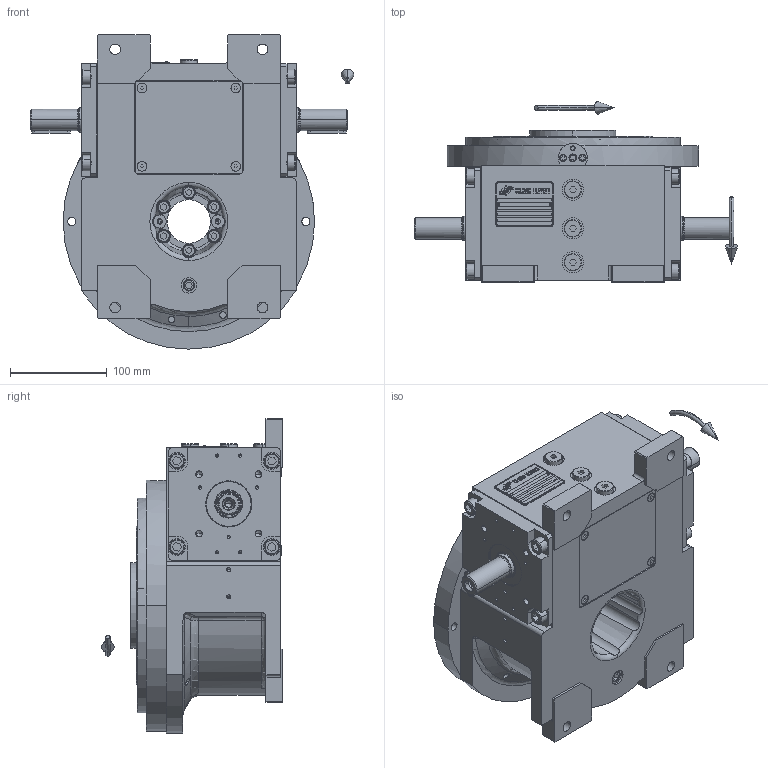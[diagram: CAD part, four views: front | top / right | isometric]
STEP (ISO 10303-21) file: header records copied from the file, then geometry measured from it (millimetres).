
FILE_DESCRIPTION (( 'STEP AP203' ), '1' );
FILE_NAME ('PC5201970.step', '2026-03-25T07:06:43', ( '' ), ( '' ), 'SwSTEP 2.0', 'SolidWorks 2020', '' );
FILE_SCHEMA (( 'CONFIG_CONTROL_DESIGN' ));
Length unit declared in the file: millimetre
Products named in the file (77): cfn2155_01_056; cfn2151_01_109; cfn2000_01_126; cfn2000_01_103; rig06_071_08_m_n_03_asm.stp; AS_rig06_017; CFN2010_01_012.stp; cfn2003_01_054; CFN2356_03_047.stp; CFN2104_02_017.stp; cfn2077_01_018; AS_rig06_002_bc_001; CFN2223_01-570X6-B.stp; AS_rig06_004_s_001; cfn2115_02_165; cfn2000_01_124; rig06_001_a; rig06_004; cfn2158_01_011; cfn2107_01_001; RIG06_021_AF1.stp; AS_rig06_004; PC5201970; RIG06_005_S_002_ASM.stp; cfn2276_01_074; cfn2158_01_010; freccia_angolare; rig06_007_master; cfn2201_01_040; cfn2128_19_002; AS_cfn2476_01_002_60x46; rig06_017; CFN2000_01_185.stp; CFN2010_02_002.stp; cfn2151_01_090; AS_rig06_071_8_m_n_03; cfn2128_04_004; CFN2203_02_001.stp; cfn2115_02_182; cfn2070_05_005 ...
Assembly tree (69 placements, depth 5):
  cfn2151_01_109
  CFN2010_01_012.stp
  CFN2356_03_047.stp
  cfn2077_01_018
  CFN2223_01-570X6-B.stp
Bounding box: 334.5 x 187 x 325 mm (x, y, z)
Volume: 2595189.2 mm3; surface area: 787457.6 mm2
Topology: 61 solids, 61 shells, 1988 faces, 4940 edges, 3168 vertices
Faces by surface type: plane 1008, cylinder 641, cone 305, torus 22, bspline 6, sphere 6
Entity records: 67881 total; most frequent: CARTESIAN_POINT 14899, DIRECTION 9464, ORIENTED_EDGE 9126, EDGE_CURVE 4563, AXIS2_PLACEMENT_3D 3262, VERTEX_POINT 2977, VECTOR 2940, LINE 2940
